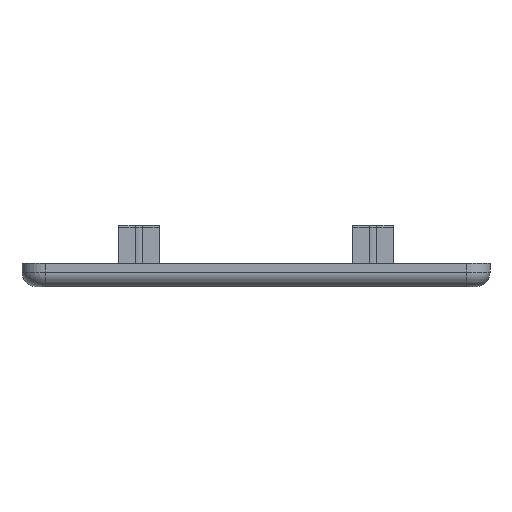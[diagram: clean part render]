
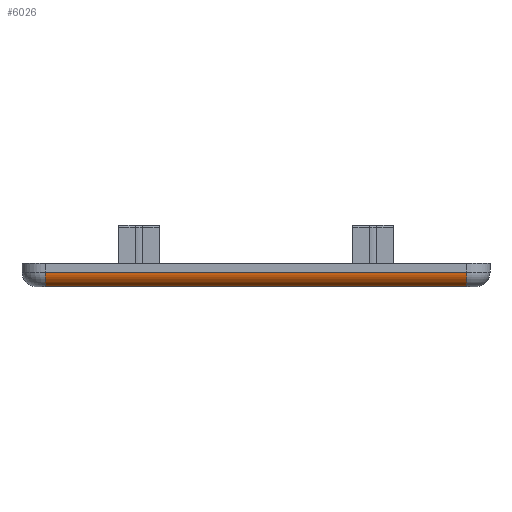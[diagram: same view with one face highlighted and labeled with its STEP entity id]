
A CAD part, front view. The second image highlights one B-rep face of the part: STEP entity #6026.
In plain terms, the highlighted cylindrical face has radius 2.5 mm (diameter 5 mm), a partial arc.
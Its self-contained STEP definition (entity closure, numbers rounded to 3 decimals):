
#3 = DIRECTION ( 'NONE',  ( 1., 0., 0. ) ) ;
#326 = VERTEX_POINT ( 'NONE', #3403 ) ;
#366 = AXIS2_PLACEMENT_3D ( 'NONE', #9899, #4389, #9205 ) ;
#1208 = VERTEX_POINT ( 'NONE', #7503 ) ;
#1299 = EDGE_CURVE ( 'NONE', #4045, #5960, #3501, .T. ) ;
#2043 = EDGE_CURVE ( 'NONE', #1208, #326, #4971, .T. ) ;
#2304 = AXIS2_PLACEMENT_3D ( 'NONE', #10322, #3, #2367 ) ;
#2367 = DIRECTION ( 'NONE',  ( 0., 0., -1. ) ) ;
#2368 = LINE ( 'NONE', #2572, #3472 ) ;
#2572 = CARTESIAN_POINT ( 'NONE',  ( 35.95, -59.95, 2.5 ) ) ;
#2593 = EDGE_CURVE ( 'NONE', #1208, #4045, #2368, .T. ) ;
#2697 = DIRECTION ( 'NONE',  ( -1., 0., 0. ) ) ;
#2860 = CARTESIAN_POINT ( 'NONE',  ( 35.95, -59.95, 2.5 ) ) ;
#2996 = DIRECTION ( 'NONE',  ( 0., 0., -1. ) ) ;
#3403 = CARTESIAN_POINT ( 'NONE',  ( -35.95, -57.45, 0. ) ) ;
#3472 = VECTOR ( 'NONE', #8148, 1000. ) ;
#3501 = CIRCLE ( 'NONE', #8043, 2.5 ) ;
#3684 = ORIENTED_EDGE ( 'NONE', *, *, #10241, .F. ) ;
#3718 = EDGE_LOOP ( 'NONE', ( #8361, #3684, #9808, #5564 ) ) ;
#4045 = VERTEX_POINT ( 'NONE', #2860 ) ;
#4389 = DIRECTION ( 'NONE',  ( -1., 0., 0. ) ) ;
#4622 = CYLINDRICAL_SURFACE ( 'NONE', #366, 2.5 ) ;
#4971 = CIRCLE ( 'NONE', #2304, 2.5 ) ;
#5564 = ORIENTED_EDGE ( 'NONE', *, *, #2593, .F. ) ;
#5867 = CARTESIAN_POINT ( 'NONE',  ( 35.95, -57.45, 0. ) ) ;
#5960 = VERTEX_POINT ( 'NONE', #5867 ) ;
#6026 = ADVANCED_FACE ( 'NONE', ( #7756 ), #4622, .T. ) ;
#6916 = DIRECTION ( 'NONE',  ( 1., 0., 0. ) ) ;
#7160 = VECTOR ( 'NONE', #2697, 1000. ) ;
#7302 = LINE ( 'NONE', #7476, #7160 ) ;
#7476 = CARTESIAN_POINT ( 'NONE',  ( -35.95, -57.45, 0. ) ) ;
#7503 = CARTESIAN_POINT ( 'NONE',  ( -35.95, -59.95, 2.5 ) ) ;
#7756 = FACE_OUTER_BOUND ( 'NONE', #3718, .T. ) ;
#8043 = AXIS2_PLACEMENT_3D ( 'NONE', #10043, #6916, #2996 ) ;
#8148 = DIRECTION ( 'NONE',  ( 1., 0., 0. ) ) ;
#8361 = ORIENTED_EDGE ( 'NONE', *, *, #2043, .T. ) ;
#9205 = DIRECTION ( 'NONE',  ( 0., 0., 1. ) ) ;
#9808 = ORIENTED_EDGE ( 'NONE', *, *, #1299, .F. ) ;
#9899 = CARTESIAN_POINT ( 'NONE',  ( -39.95, -57.45, 2.5 ) ) ;
#10043 = CARTESIAN_POINT ( 'NONE',  ( 35.95, -57.45, 2.5 ) ) ;
#10241 = EDGE_CURVE ( 'NONE', #5960, #326, #7302, .T. ) ;
#10322 = CARTESIAN_POINT ( 'NONE',  ( -35.95, -57.45, 2.5 ) ) ;
